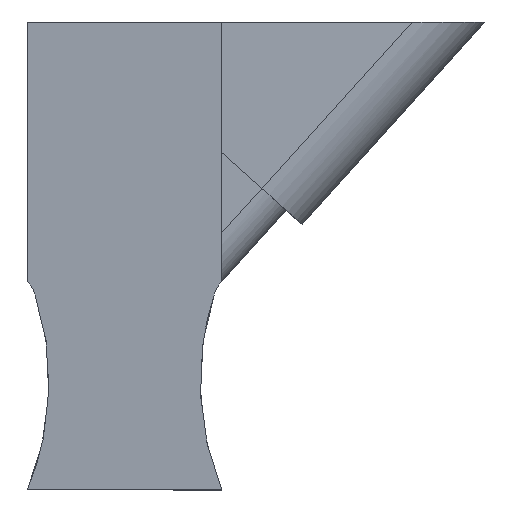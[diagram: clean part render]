
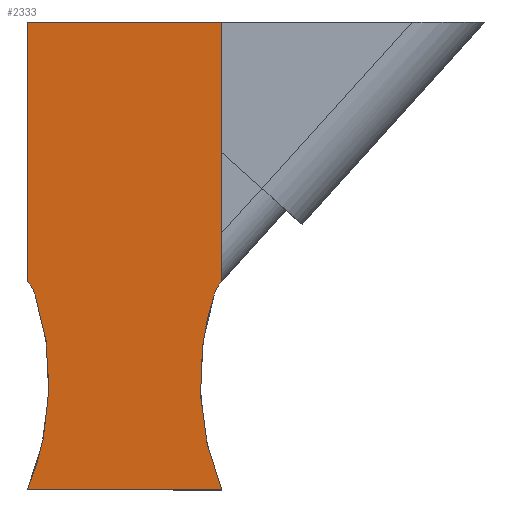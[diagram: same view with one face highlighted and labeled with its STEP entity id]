
A CAD part, front view. The second image highlights one B-rep face of the part: STEP entity #2333.
In plain terms, the highlighted planar face has unit normal (0, -0.999, -0.052).
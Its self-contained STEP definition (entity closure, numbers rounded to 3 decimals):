
#565 = CARTESIAN_POINT ( 'NONE',  ( -1.35, -9.368, -3.6 ) ) ;
#569 = CARTESIAN_POINT ( 'NONE',  ( -1.303, -9.365, -3.651 ) ) ;
#589 = CARTESIAN_POINT ( 'NONE',  ( -1.247, -9.359, -3.778 ) ) ;
#590 = CARTESIAN_POINT ( 'NONE',  ( -1.247, -9.359, -3.778 ) ) ;
#601 = CARTESIAN_POINT ( 'NONE',  ( -0.949, -9.312, -4.678 ) ) ;
#602 = CARTESIAN_POINT ( 'NONE',  ( -1.268, -9.362, -3.711 ) ) ;
#608 = CARTESIAN_POINT ( 'NONE',  ( -0.985, -9.262, -5.625 ) ) ;
#618 = CARTESIAN_POINT ( 'NONE',  ( -1.35, -9.216, -6.5 ) ) ;
#636 = CARTESIAN_POINT ( 'NONE',  ( 1.35, -9.557, 0. ) ) ;
#713 = CARTESIAN_POINT ( 'NONE',  ( 1.35, -9.216, -6.5 ) ) ;
#720 = CARTESIAN_POINT ( 'NONE',  ( -1.35, -9.368, -3.6 ) ) ;
#818 = CARTESIAN_POINT ( 'NONE',  ( 1.247, -9.359, -3.778 ) ) ;
#837 = CARTESIAN_POINT ( 'NONE',  ( -1.35, -9.216, -6.5 ) ) ;
#884 = DIRECTION ( 'NONE',  ( 0., 0.052, -0.999 ) ) ;
#897 = PLANE ( 'NONE',  #4245 ) ;
#900 = DIRECTION ( 'NONE',  ( 0., -0.999, -0.052 ) ) ;
#911 = CARTESIAN_POINT ( 'NONE',  ( -1.05, -9.216, -6.5 ) ) ;
#1098 = CARTESIAN_POINT ( 'NONE',  ( -1.35, -9.557, 0. ) ) ;
#1178 = DIRECTION ( 'NONE',  ( 0., 0.052, -0.999 ) ) ;
#1202 = CARTESIAN_POINT ( 'NONE',  ( 1.35, -9.216, -6.5 ) ) ;
#1265 = CARTESIAN_POINT ( 'NONE',  ( -1.35, -9.216, -6.5 ) ) ;
#1290 = DIRECTION ( 'NONE',  ( 0., 0.052, -0.999 ) ) ;
#1368 = CARTESIAN_POINT ( 'NONE',  ( -1.05, -9.557, 0. ) ) ;
#1370 = DIRECTION ( 'NONE',  ( 1., 0., 0. ) ) ;
#1525 = CARTESIAN_POINT ( 'NONE',  ( -1.05, -9.216, -6.5 ) ) ;
#1526 = DIRECTION ( 'NONE',  ( 1., 0., 0. ) ) ;
#1542 = CARTESIAN_POINT ( 'NONE',  ( 1.35, -9.216, -6.5 ) ) ;
#1543 = CARTESIAN_POINT ( 'NONE',  ( 1.247, -9.359, -3.778 ) ) ;
#1544 = CARTESIAN_POINT ( 'NONE',  ( 0.985, -9.262, -5.625 ) ) ;
#1553 = CARTESIAN_POINT ( 'NONE',  ( 0.949, -9.312, -4.678 ) ) ;
#1594 = CARTESIAN_POINT ( 'NONE',  ( 1.247, -9.359, -3.778 ) ) ;
#1595 = CARTESIAN_POINT ( 'NONE',  ( 1.268, -9.362, -3.711 ) ) ;
#1599 = CARTESIAN_POINT ( 'NONE',  ( 1.303, -9.365, -3.651 ) ) ;
#1600 = CARTESIAN_POINT ( 'NONE',  ( 1.35, -9.368, -3.6 ) ) ;
#1641 = CARTESIAN_POINT ( 'NONE',  ( 1.35, -9.368, -3.6 ) ) ;
#1643 = CARTESIAN_POINT ( 'NONE',  ( -1.247, -9.359, -3.778 ) ) ;
#2050 = EDGE_LOOP ( 'NONE', ( #4397, #4400, #4388, #2127, #2129, #4385, #2192, #2191 ) ) ;
#2067 =( BOUNDED_CURVE ( )  B_SPLINE_CURVE ( 3, ( #565, #569, #602, #589 ),
 .UNSPECIFIED., .F., .F. ) 
 B_SPLINE_CURVE_WITH_KNOTS ( ( 4, 4 ),
 ( 0.837, 1.252 ),
 .UNSPECIFIED. ) 
 CURVE ( )  GEOMETRIC_REPRESENTATION_ITEM ( )  RATIONAL_B_SPLINE_CURVE ( ( 1., 0.986, 0.986, 1. ) ) 
 REPRESENTATION_ITEM ( '' )  );
#2075 =( BOUNDED_CURVE ( )  B_SPLINE_CURVE ( 3, ( #590, #601, #608, #618 ),
 .UNSPECIFIED., .F., .F. ) 
 B_SPLINE_CURVE_WITH_KNOTS ( ( 4, 4 ),
 ( 1.252, 1.966 ),
 .UNSPECIFIED. ) 
 CURVE ( )  GEOMETRIC_REPRESENTATION_ITEM ( )  RATIONAL_B_SPLINE_CURVE ( ( 1., 0.958, 0.958, 1. ) ) 
 REPRESENTATION_ITEM ( '' )  );
#2097 =( BOUNDED_CURVE ( )  B_SPLINE_CURVE ( 3, ( #1542, #1544, #1553, #1543 ),
 .UNSPECIFIED., .F., .F. ) 
 B_SPLINE_CURVE_WITH_KNOTS ( ( 4, 4 ),
 ( 4.318, 5.031 ),
 .UNSPECIFIED. ) 
 CURVE ( )  GEOMETRIC_REPRESENTATION_ITEM ( )  RATIONAL_B_SPLINE_CURVE ( ( 1., 0.958, 0.958, 1. ) ) 
 REPRESENTATION_ITEM ( '' )  );
#2102 =( BOUNDED_CURVE ( )  B_SPLINE_CURVE ( 3, ( #1594, #1595, #1599, #1600 ),
 .UNSPECIFIED., .F., .F. ) 
 B_SPLINE_CURVE_WITH_KNOTS ( ( 4, 4 ),
 ( 5.031, 5.446 ),
 .UNSPECIFIED. ) 
 CURVE ( )  GEOMETRIC_REPRESENTATION_ITEM ( )  RATIONAL_B_SPLINE_CURVE ( ( 1., 0.986, 0.986, 1. ) ) 
 REPRESENTATION_ITEM ( '' )  );
#2127 = ORIENTED_EDGE ( 'NONE', *, *, #2495, .F. ) ;
#2129 = ORIENTED_EDGE ( 'NONE', *, *, #2463, .T. ) ;
#2191 = ORIENTED_EDGE ( 'NONE', *, *, #2564, .T. ) ;
#2192 = ORIENTED_EDGE ( 'NONE', *, *, #3364, .T. ) ;
#2333 = ADVANCED_FACE ( 'NONE', ( #4166 ), #897, .T. ) ;
#2427 = EDGE_CURVE ( 'NONE', #3890, #2648, #3406, .T. ) ;
#2463 = EDGE_CURVE ( 'NONE', #2754, #3135, #3485, .T. ) ;
#2495 = EDGE_CURVE ( 'NONE', #2754, #3890, #3548, .T. ) ;
#2564 = EDGE_CURVE ( 'NONE', #2720, #2776, #3585, .T. ) ;
#2565 = EDGE_CURVE ( 'NONE', #2776, #2680, #2097, .T. ) ;
#2594 = EDGE_CURVE ( 'NONE', #2680, #2648, #2102, .T. ) ;
#2648 = VERTEX_POINT ( 'NONE', #1641 ) ;
#2652 = VERTEX_POINT ( 'NONE', #1643 ) ;
#2680 = VERTEX_POINT ( 'NONE', #818 ) ;
#2720 = VERTEX_POINT ( 'NONE', #837 ) ;
#2754 = VERTEX_POINT ( 'NONE', #1098 ) ;
#2776 = VERTEX_POINT ( 'NONE', #713 ) ;
#3135 = VERTEX_POINT ( 'NONE', #720 ) ;
#3352 = EDGE_CURVE ( 'NONE', #3135, #2652, #2067, .T. ) ;
#3364 = EDGE_CURVE ( 'NONE', #2652, #2720, #2075, .T. ) ;
#3406 = LINE ( 'NONE', #1202, #3434 ) ;
#3434 = VECTOR ( 'NONE', #1178, 1000. ) ;
#3482 = VECTOR ( 'NONE', #1290, 1000. ) ;
#3485 = LINE ( 'NONE', #1265, #3482 ) ;
#3536 = VECTOR ( 'NONE', #1370, 1000. ) ;
#3548 = LINE ( 'NONE', #1368, #3536 ) ;
#3585 = LINE ( 'NONE', #1525, #3586 ) ;
#3586 = VECTOR ( 'NONE', #1526, 1000. ) ;
#3890 = VERTEX_POINT ( 'NONE', #636 ) ;
#4166 = FACE_OUTER_BOUND ( 'NONE', #2050, .T. ) ;
#4245 = AXIS2_PLACEMENT_3D ( 'NONE', #911, #900, #884 ) ;
#4385 = ORIENTED_EDGE ( 'NONE', *, *, #3352, .T. ) ;
#4388 = ORIENTED_EDGE ( 'NONE', *, *, #2427, .F. ) ;
#4397 = ORIENTED_EDGE ( 'NONE', *, *, #2565, .T. ) ;
#4400 = ORIENTED_EDGE ( 'NONE', *, *, #2594, .T. ) ;
